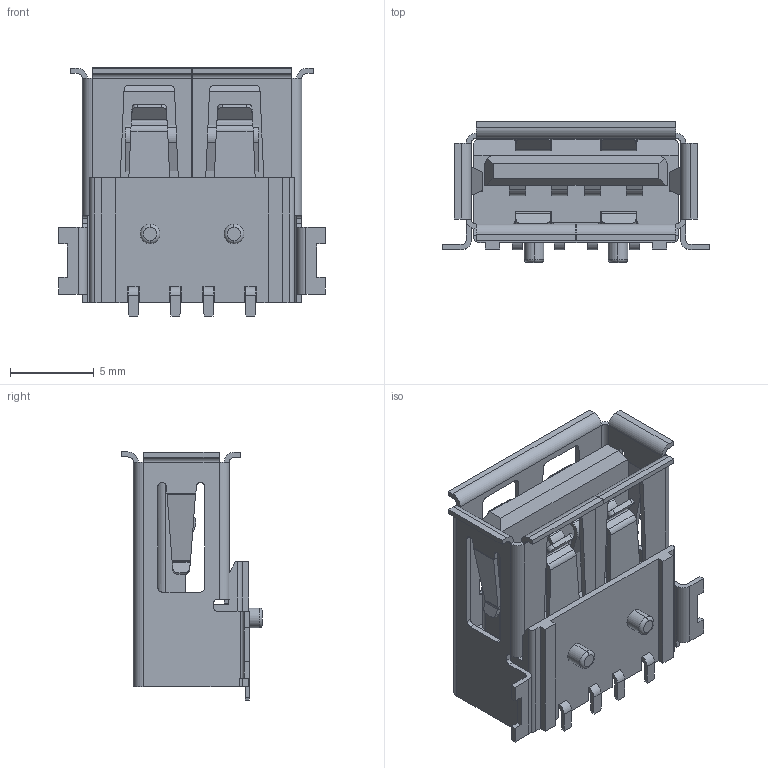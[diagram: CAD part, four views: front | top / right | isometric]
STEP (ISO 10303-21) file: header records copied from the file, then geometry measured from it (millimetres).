
FILE_DESCRIPTION (( 'STEP AP214' ), '1' );
FILE_NAME ('CUI_DEVICES_UJ2-AH-4-SMT.step', '2019-10-22T13:44:21', ( '' ), ( '' ), 'SwSTEP 2.0', 'SolidWorks 2019', '' );
FILE_SCHEMA (( 'AUTOMOTIVE_DESIGN' ));
Length unit declared in the file: inch
Products named in the file (1): CUI_DEVICES_UJ2-AH-4-SMT
Bounding box: 15.9 x 8.4 x 14.8 mm (x, y, z)
Volume: 632.9 mm3; surface area: 1755.5 mm2
Topology: 6 solids, 10 shells, 699 faces, 1809 edges, 1132 vertices
Faces by surface type: plane 445, cylinder 186, bspline 64, torus 4
Entity records: 31201 total; most frequent: CARTESIAN_POINT 5327, ORIENTED_EDGE 3618, DIRECTION 3219, EDGE_CURVE 1809, LINE 1339, VECTOR 1339, VERTEX_POINT 1132, AXIS2_PLACEMENT_3D 940
